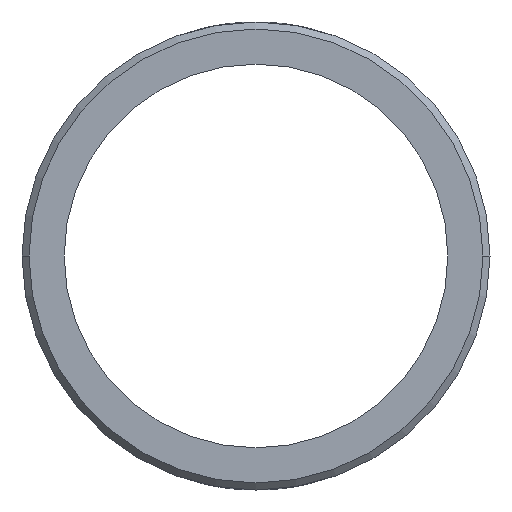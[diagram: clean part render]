
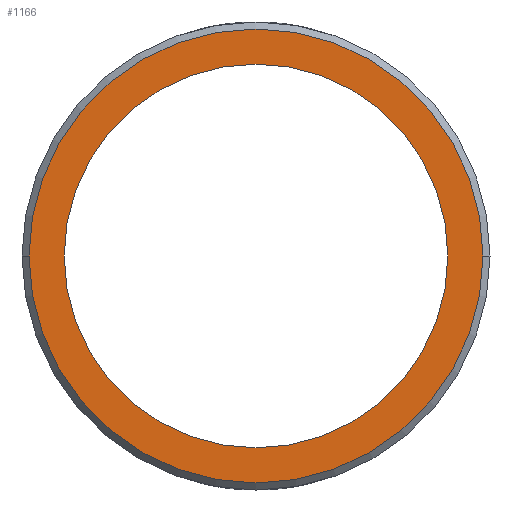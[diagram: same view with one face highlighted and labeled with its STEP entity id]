
A CAD part, front view. The second image highlights one B-rep face of the part: STEP entity #1166.
In plain terms, the highlighted planar face has unit normal (0, -1, 0).
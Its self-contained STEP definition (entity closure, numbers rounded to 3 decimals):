
#1=CARTESIAN_POINT('',(0.,0.,0.));
#2=DIRECTION('',(0.,-1.,0.));
#3=DIRECTION('',(1.,0.,0.));
#4=AXIS2_PLACEMENT_3D('',#1,#2,#3);
#6=CARTESIAN_POINT('',(0.,0.,0.));
#7=DIRECTION('',(0.,-1.,0.));
#8=DIRECTION('',(-1.,0.,0.));
#9=AXIS2_PLACEMENT_3D('',#6,#7,#8);
#11=CARTESIAN_POINT('',(0.,0.,0.));
#12=DIRECTION('',(0.,-1.,0.));
#13=DIRECTION('',(1.,0.,0.));
#14=AXIS2_PLACEMENT_3D('',#11,#12,#13);
#16=CARTESIAN_POINT('',(0.,0.,0.));
#17=DIRECTION('',(0.,-1.,0.));
#18=DIRECTION('',(-1.,0.,0.));
#19=AXIS2_PLACEMENT_3D('',#16,#17,#18);
#1061=CARTESIAN_POINT('',(8.2,0.,0.));
#1062=CARTESIAN_POINT('',(-8.2,0.,0.));
#1063=VERTEX_POINT('',#1061);
#1064=VERTEX_POINT('',#1062);
#1069=CARTESIAN_POINT('',(9.7,0.,0.));
#1070=CARTESIAN_POINT('',(-9.7,0.,0.));
#1071=VERTEX_POINT('',#1069);
#1072=VERTEX_POINT('',#1070);
#1149=CARTESIAN_POINT('',(0.,0.,0.));
#1150=DIRECTION('',(0.,1.,0.));
#1151=DIRECTION('',(1.,0.,0.));
#1152=AXIS2_PLACEMENT_3D('',#1149,#1150,#1151);
#1153=PLANE('',#1152);
#1155=ORIENTED_EDGE('',*,*,#1154,.F.);
#1157=ORIENTED_EDGE('',*,*,#1156,.F.);
#1158=EDGE_LOOP('',(#1155,#1157));
#1159=FACE_OUTER_BOUND('',#1158,.F.);
#1161=ORIENTED_EDGE('',*,*,#1160,.T.);
#1163=ORIENTED_EDGE('',*,*,#1162,.T.);
#1164=EDGE_LOOP('',(#1161,#1163));
#1165=FACE_BOUND('',#1164,.F.);
#1166=ADVANCED_FACE('',(#1159,#1165),#1153,.F.);
#5=CIRCLE('',#4,8.2);
#10=CIRCLE('',#9,8.2);
#15=CIRCLE('',#14,9.7);
#20=CIRCLE('',#19,9.7);
#1154=EDGE_CURVE('',#1071,#1072,#15,.T.);
#1156=EDGE_CURVE('',#1072,#1071,#20,.T.);
#1160=EDGE_CURVE('',#1063,#1064,#5,.T.);
#1162=EDGE_CURVE('',#1064,#1063,#10,.T.);
